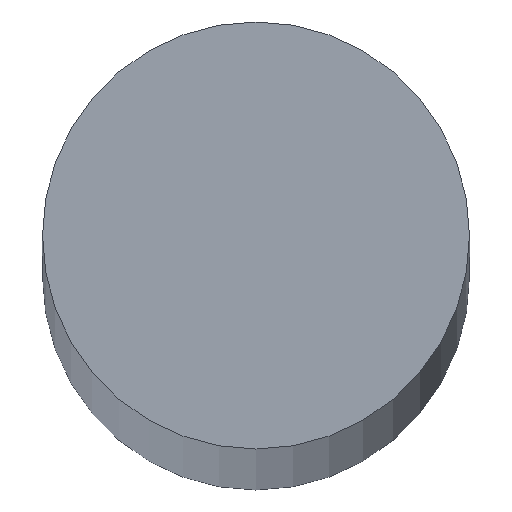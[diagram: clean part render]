
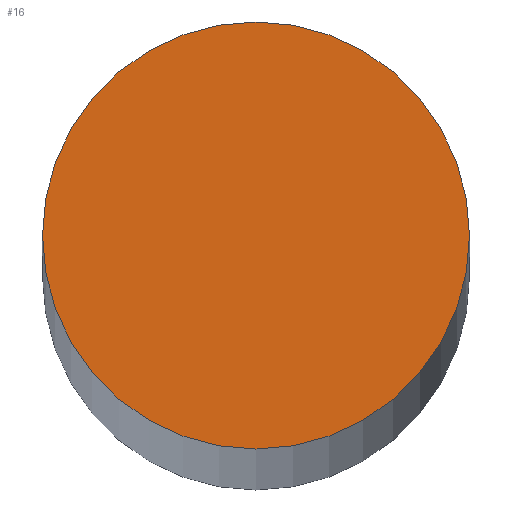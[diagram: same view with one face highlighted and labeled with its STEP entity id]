
A CAD part, top view. The second image highlights one B-rep face of the part: STEP entity #16.
In plain terms, the highlighted planar face has unit normal (0, 0, 1).
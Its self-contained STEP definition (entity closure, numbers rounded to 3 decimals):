
#6 = EDGE_CURVE ( 'NONE', #22, #28, #45, .T. ) ;
#14 = ORIENTED_EDGE ( 'NONE', *, *, #33, .T. ) ;
#16 = ADVANCED_FACE ( 'NONE', ( #60 ), #56, .T. ) ;
#17 = ORIENTED_EDGE ( 'NONE', *, *, #6, .T. ) ;
#22 = VERTEX_POINT ( 'NONE', #93 ) ;
#28 = VERTEX_POINT ( 'NONE', #74 ) ;
#32 = EDGE_LOOP ( 'NONE', ( #17, #14 ) ) ;
#33 = EDGE_CURVE ( 'NONE', #28, #22, #77, .T. ) ;
#41 = CARTESIAN_POINT ( 'NONE',  ( 0., 0., 165. ) ) ;
#43 = DIRECTION ( 'NONE',  ( 1., 0., 0. ) ) ;
#44 = DIRECTION ( 'NONE',  ( 0., 0., 1. ) ) ;
#45 = CIRCLE ( 'NONE', #46, 3. ) ;
#46 = AXIS2_PLACEMENT_3D ( 'NONE', #41, #44, #43 ) ;
#51 = CARTESIAN_POINT ( 'NONE',  ( 0., 0., 165. ) ) ;
#53 = DIRECTION ( 'NONE',  ( 1., 0., 0. ) ) ;
#54 = DIRECTION ( 'NONE',  ( 0., 0., 1. ) ) ;
#56 = PLANE ( 'NONE',  #62 ) ;
#60 = FACE_OUTER_BOUND ( 'NONE', #32, .T. ) ;
#62 = AXIS2_PLACEMENT_3D ( 'NONE', #51, #54, #53 ) ;
#69 = CARTESIAN_POINT ( 'NONE',  ( 0., 0., 165. ) ) ;
#74 = CARTESIAN_POINT ( 'NONE',  ( 3., 0., 165. ) ) ;
#77 = CIRCLE ( 'NONE', #84, 3. ) ;
#82 = DIRECTION ( 'NONE',  ( 1., 0., 0. ) ) ;
#83 = DIRECTION ( 'NONE',  ( 0., 0., 1. ) ) ;
#84 = AXIS2_PLACEMENT_3D ( 'NONE', #69, #83, #82 ) ;
#93 = CARTESIAN_POINT ( 'NONE',  ( -3., 0., 165. ) ) ;
